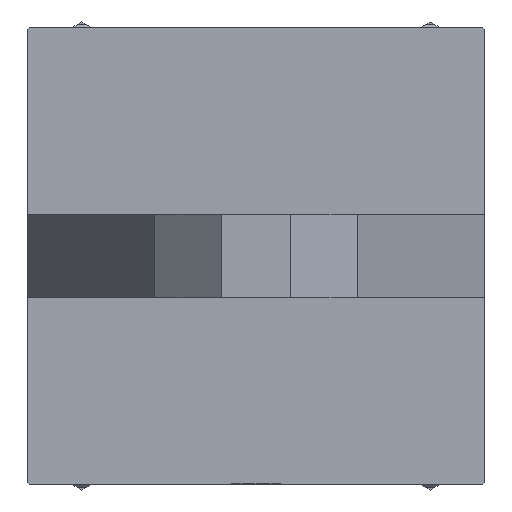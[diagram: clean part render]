
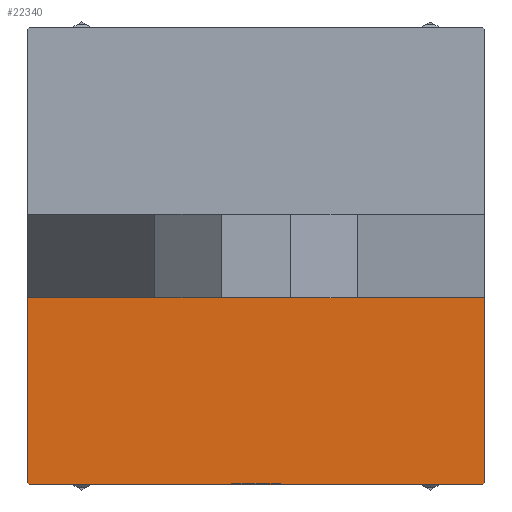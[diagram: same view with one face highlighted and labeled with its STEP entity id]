
A CAD part, left-side view. The second image highlights one B-rep face of the part: STEP entity #22340.
In plain terms, the highlighted planar face has unit normal (-1, 0, 0).
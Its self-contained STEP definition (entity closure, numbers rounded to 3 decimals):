
#192 = CARTESIAN_POINT ( 'NONE',  ( 0., -15., 82.5 ) ) ;
#250 = EDGE_CURVE ( 'NONE', #5300, #39540, #18470, .T. ) ;
#1344 = CARTESIAN_POINT ( 'NONE',  ( 0., -15., 82.5 ) ) ;
#1762 = DIRECTION ( 'NONE',  ( 0., -1., 0. ) ) ;
#1875 = ORIENTED_EDGE ( 'NONE', *, *, #15222, .T. ) ;
#3450 = CARTESIAN_POINT ( 'NONE',  ( 0., -82.25, 82.25 ) ) ;
#4155 = DIRECTION ( 'NONE',  ( 0., 0., 1. ) ) ;
#4415 = DIRECTION ( 'NONE',  ( 0., 0., -1. ) ) ;
#5300 = VERTEX_POINT ( 'NONE', #17273 ) ;
#5532 = LINE ( 'NONE', #33572, #8916 ) ;
#7119 = ORIENTED_EDGE ( 'NONE', *, *, #21475, .T. ) ;
#7624 = CARTESIAN_POINT ( 'NONE',  ( 0., -82.25, -82.25 ) ) ;
#8916 = VECTOR ( 'NONE', #1762, 1000. ) ;
#9712 = AXIS2_PLACEMENT_3D ( 'NONE', #21586, #46552, #4155 ) ;
#11286 = VECTOR ( 'NONE', #21996, 1000. ) ;
#11382 = VECTOR ( 'NONE', #32351, 1000. ) ;
#11487 = LINE ( 'NONE', #1344, #14111 ) ;
#13785 = VERTEX_POINT ( 'NONE', #26650 ) ;
#14111 = VECTOR ( 'NONE', #4415, 1000. ) ;
#14264 = LINE ( 'NONE', #3450, #23238 ) ;
#15222 = EDGE_CURVE ( 'NONE', #23319, #5300, #16233, .T. ) ;
#16233 = LINE ( 'NONE', #30598, #33672 ) ;
#16391 = EDGE_CURVE ( 'NONE', #29565, #23319, #11487, .T. ) ;
#17273 = CARTESIAN_POINT ( 'NONE',  ( 0., -82., -82.5 ) ) ;
#17825 = PLANE ( 'NONE',  #9712 ) ;
#18470 = LINE ( 'NONE', #7624, #11286 ) ;
#18923 = CARTESIAN_POINT ( 'NONE',  ( 0., -82.5, 82.5 ) ) ;
#20074 = EDGE_CURVE ( 'NONE', #29565, #13785, #5532, .T. ) ;
#21475 = EDGE_CURVE ( 'NONE', #29325, #13785, #14264, .T. ) ;
#21586 = CARTESIAN_POINT ( 'NONE',  ( 0., 0., 0. ) ) ;
#21996 = DIRECTION ( 'NONE',  ( 0., -0.707, 0.707 ) ) ;
#22340 = ADVANCED_FACE ( 'NONE', ( #26059 ), #17825, .T. ) ;
#23238 = VECTOR ( 'NONE', #29352, 1000. ) ;
#23319 = VERTEX_POINT ( 'NONE', #29161 ) ;
#25758 = LINE ( 'NONE', #18923, #11382 ) ;
#26059 = FACE_OUTER_BOUND ( 'NONE', #36391, .T. ) ;
#26650 = CARTESIAN_POINT ( 'NONE',  ( 0., -82., 82.5 ) ) ;
#27074 = DIRECTION ( 'NONE',  ( 0., -1., 0. ) ) ;
#27143 = ORIENTED_EDGE ( 'NONE', *, *, #20074, .F. ) ;
#27433 = ORIENTED_EDGE ( 'NONE', *, *, #16391, .T. ) ;
#29161 = CARTESIAN_POINT ( 'NONE',  ( 0., -15., -82.5 ) ) ;
#29325 = VERTEX_POINT ( 'NONE', #46134 ) ;
#29352 = DIRECTION ( 'NONE',  ( 0., 0.707, 0.707 ) ) ;
#29565 = VERTEX_POINT ( 'NONE', #192 ) ;
#30598 = CARTESIAN_POINT ( 'NONE',  ( 0., 82.5, -82.5 ) ) ;
#32351 = DIRECTION ( 'NONE',  ( 0., 0., -1. ) ) ;
#33572 = CARTESIAN_POINT ( 'NONE',  ( 0., 82.5, 82.5 ) ) ;
#33672 = VECTOR ( 'NONE', #27074, 1000. ) ;
#33804 = ORIENTED_EDGE ( 'NONE', *, *, #250, .T. ) ;
#33933 = ORIENTED_EDGE ( 'NONE', *, *, #38472, .F. ) ;
#36391 = EDGE_LOOP ( 'NONE', ( #27143, #27433, #1875, #33804, #33933, #7119 ) ) ;
#38472 = EDGE_CURVE ( 'NONE', #29325, #39540, #25758, .T. ) ;
#39540 = VERTEX_POINT ( 'NONE', #43250 ) ;
#43250 = CARTESIAN_POINT ( 'NONE',  ( 0., -82.5, -82. ) ) ;
#46134 = CARTESIAN_POINT ( 'NONE',  ( 0., -82.5, 82. ) ) ;
#46552 = DIRECTION ( 'NONE',  ( -1., 0., 0. ) ) ;
